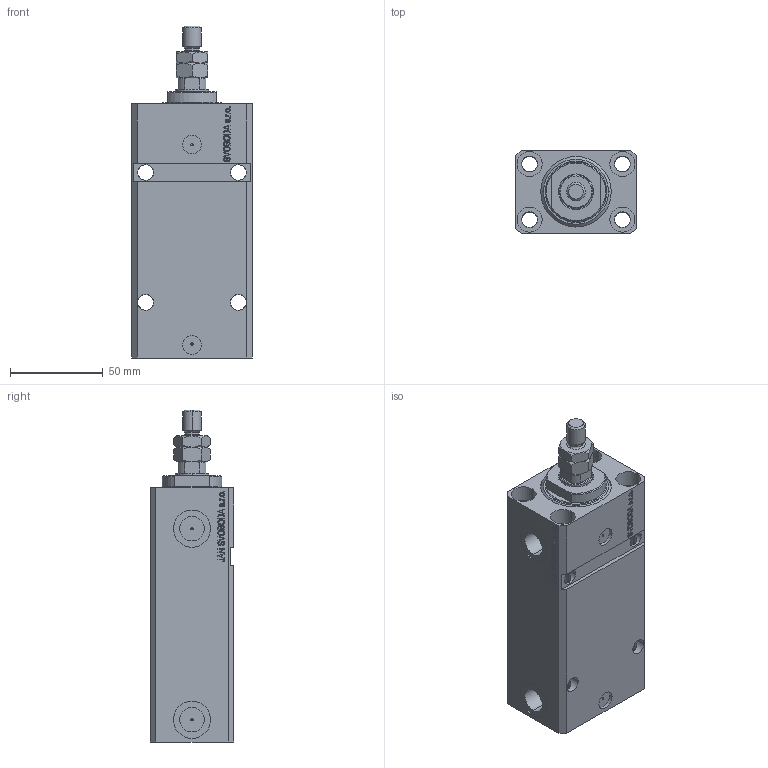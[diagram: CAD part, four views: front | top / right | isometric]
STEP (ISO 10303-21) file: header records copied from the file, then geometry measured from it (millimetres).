
FILE_DESCRIPTION (( 'STEP AP203' ), '1' );
FILE_NAME ('7977.STEP', '2023-10-07T17:31:02', ( '' ), ( '' ), 'SwSTEP 2.0', 'SolidWorks 2019', '' );
FILE_SCHEMA (( 'CONFIG_CONTROL_DESIGN' ));
Length unit declared in the file: millimetre
Products named in the file (5): V250CE_VC_E 44e6ac1e2e3ddd187ff04ac3b1f50ef5; V250CE_E_Body 44e6ac1e2e3ddd187ff04ac3b1f50ef5; 7977; MTA 44e6ac1e2e3ddd187ff04ac3b1f50ef5; V250CE_C_VCP 44e6ac1e2e3ddd187ff04ac3b1f50ef5
Assembly tree (4 placements, depth 2):
  7977
    V250CE_E_Body 44e6ac1e2e3ddd187ff04ac3b1f50ef5
    V250CE_C_VCP 44e6ac1e2e3ddd187ff04ac3b1f50ef5
    V250CE_VC_E 44e6ac1e2e3ddd187ff04ac3b1f50ef5
    MTA 44e6ac1e2e3ddd187ff04ac3b1f50ef5
Bounding box: 65 x 45 x 179 mm (x, y, z)
Volume: 335731.6 mm3; surface area: 83446.5 mm2
Topology: 4 solids, 4 shells, 982 faces, 2495 edges, 1614 vertices
Faces by surface type: plane 454, bspline 360, cylinder 120, cone 40, torus 8
Entity records: 47058 total; most frequent: CARTESIAN_POINT 25349, ORIENTED_EDGE 4986, DIRECTION 3137, EDGE_CURVE 2493, VERTEX_POINT 1614, VECTOR 1449, LINE 1449, EDGE_LOOP 1123
